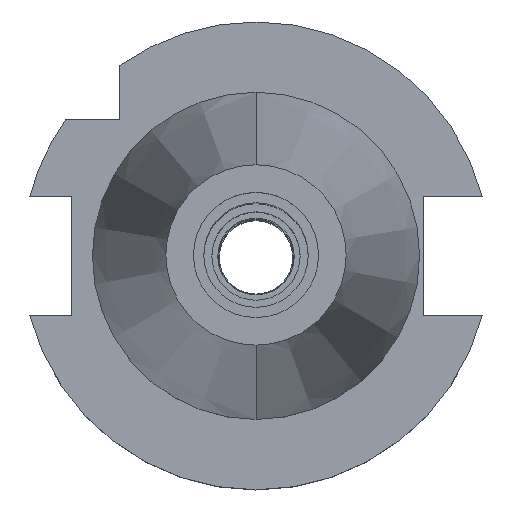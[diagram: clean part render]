
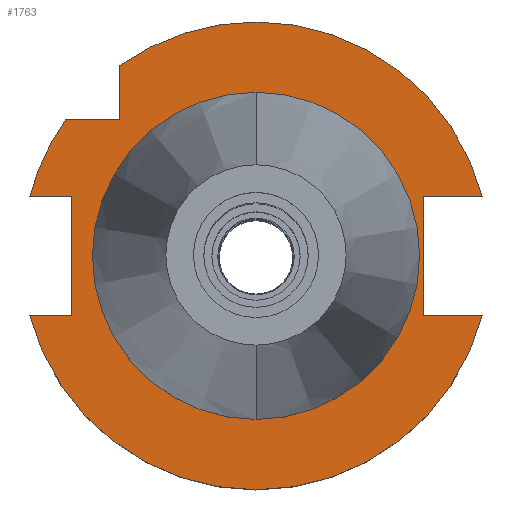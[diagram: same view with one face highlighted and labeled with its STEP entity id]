
A CAD part, top view. The second image highlights one B-rep face of the part: STEP entity #1763.
In plain terms, the highlighted planar face has unit normal (0, 0, 1).
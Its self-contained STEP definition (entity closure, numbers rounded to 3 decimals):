
#135=CARTESIAN_POINT('',(0.,0.,-3.2));
#136=DIRECTION('',(0.,0.,-1.));
#137=DIRECTION('',(-0.582,0.813,0.));
#138=AXIS2_PLACEMENT_3D('',#135,#136,#137);
#143=CARTESIAN_POINT('',(0.,0.,-3.2));
#144=DIRECTION('',(0.,0.,-1.));
#145=DIRECTION('',(0.,1.,0.));
#146=AXIS2_PLACEMENT_3D('',#143,#144,#145);
#151=DIRECTION('',(0.,-1.,0.));
#152=VECTOR('',#151,16.1);
#153=CARTESIAN_POINT('',(22.7,8.05,-3.2));
#154=LINE('',#153,#152);
#158=DIRECTION('',(1.,0.,0.));
#159=VECTOR('',#158,8.038);
#160=CARTESIAN_POINT('',(22.7,-8.05,-3.2));
#161=LINE('',#160,#159);
#165=CARTESIAN_POINT('',(0.,0.,-3.2));
#166=DIRECTION('',(0.,0.,-1.));
#167=DIRECTION('',(0.967,-0.253,0.));
#168=AXIS2_PLACEMENT_3D('',#165,#166,#167);
#173=CARTESIAN_POINT('',(0.,0.,-3.2));
#174=DIRECTION('',(0.,0.,-1.));
#175=DIRECTION('',(0.,-1.,0.));
#176=AXIS2_PLACEMENT_3D('',#173,#174,#175);
#181=DIRECTION('',(-1.,0.,0.));
#182=VECTOR('',#181,5.738);
#183=CARTESIAN_POINT('',(-25.,8.05,-3.2));
#184=LINE('',#183,#182);
#188=CARTESIAN_POINT('',(0.,0.,-3.2));
#189=DIRECTION('',(0.,0.,-1.));
#190=DIRECTION('',(-0.967,0.253,0.));
#191=AXIS2_PLACEMENT_3D('',#188,#189,#190);
#196=CARTESIAN_POINT('',(0.,0.,-3.2));
#197=DIRECTION('',(0.,0.,1.));
#198=DIRECTION('',(0.,-1.,0.));
#199=AXIS2_PLACEMENT_3D('',#196,#197,#198);
#204=CARTESIAN_POINT('',(0.,0.,-3.2));
#205=DIRECTION('',(0.,0.,1.));
#206=DIRECTION('',(0.,1.,0.));
#207=AXIS2_PLACEMENT_3D('',#204,#205,#206);
#229=DIRECTION('',(0.,-1.,0.));
#230=VECTOR('',#229,7.334);
#231=CARTESIAN_POINT('',(-18.5,25.834,-3.2));
#232=LINE('',#231,#230);
#334=DIRECTION('',(-1.,0.,0.));
#335=VECTOR('',#334,7.334);
#336=CARTESIAN_POINT('',(-18.5,18.5,-3.2));
#337=LINE('',#336,#335);
#513=DIRECTION('',(0.,-1.,0.));
#514=VECTOR('',#513,16.1);
#515=CARTESIAN_POINT('',(-25.,8.05,-3.2));
#516=LINE('',#515,#514);
#527=DIRECTION('',(-1.,0.,0.));
#528=VECTOR('',#527,5.738);
#529=CARTESIAN_POINT('',(-25.,-8.05,-3.2));
#530=LINE('',#529,#528);
#768=DIRECTION('',(1.,0.,0.));
#769=VECTOR('',#768,8.038);
#770=CARTESIAN_POINT('',(22.7,8.05,-3.2));
#771=LINE('',#770,#769);
#1408=CARTESIAN_POINT('',(0.,22.225,-3.2));
#1409=VERTEX_POINT('',#1408);
#1410=CARTESIAN_POINT('',(0.,-22.225,-3.2));
#1411=VERTEX_POINT('',#1410);
#1412=CARTESIAN_POINT('',(-18.5,25.834,-3.2));
#1413=CARTESIAN_POINT('',(-18.5,18.5,-3.2));
#1414=VERTEX_POINT('',#1412);
#1415=VERTEX_POINT('',#1413);
#1416=CARTESIAN_POINT('',(0.,31.775,-3.2));
#1417=CARTESIAN_POINT('',(30.738,8.05,-3.2));
#1418=VERTEX_POINT('',#1416);
#1419=VERTEX_POINT('',#1417);
#1420=CARTESIAN_POINT('',(22.7,8.05,-3.2));
#1421=VERTEX_POINT('',#1420);
#1422=CARTESIAN_POINT('',(22.7,-8.05,-3.2));
#1423=VERTEX_POINT('',#1422);
#1424=CARTESIAN_POINT('',(30.738,-8.05,-3.2));
#1425=VERTEX_POINT('',#1424);
#1426=CARTESIAN_POINT('',(0.,-31.775,-3.2));
#1427=CARTESIAN_POINT('',(-30.738,-8.05,-3.2));
#1428=VERTEX_POINT('',#1426);
#1429=VERTEX_POINT('',#1427);
#1430=CARTESIAN_POINT('',(-25.,-8.05,-3.2));
#1431=VERTEX_POINT('',#1430);
#1432=CARTESIAN_POINT('',(-25.,8.05,-3.2));
#1433=VERTEX_POINT('',#1432);
#1434=CARTESIAN_POINT('',(-30.738,8.05,-3.2));
#1435=VERTEX_POINT('',#1434);
#1436=CARTESIAN_POINT('',(-25.834,18.5,-3.2));
#1437=VERTEX_POINT('',#1436);
#1726=CARTESIAN_POINT('',(0.,0.,-3.2));
#1727=DIRECTION('',(0.,0.,1.));
#1728=DIRECTION('',(0.,1.,0.));
#1729=AXIS2_PLACEMENT_3D('',#1726,#1727,#1728);
#1730=PLANE('',#1729);
#1732=ORIENTED_EDGE('',*,*,#1731,.F.);
#1734=ORIENTED_EDGE('',*,*,#1733,.T.);
#1736=ORIENTED_EDGE('',*,*,#1735,.T.);
#1738=ORIENTED_EDGE('',*,*,#1737,.F.);
#1740=ORIENTED_EDGE('',*,*,#1739,.T.);
#1742=ORIENTED_EDGE('',*,*,#1741,.T.);
#1744=ORIENTED_EDGE('',*,*,#1743,.T.);
#1746=ORIENTED_EDGE('',*,*,#1745,.T.);
#1748=ORIENTED_EDGE('',*,*,#1747,.F.);
#1750=ORIENTED_EDGE('',*,*,#1749,.F.);
#1752=ORIENTED_EDGE('',*,*,#1751,.T.);
#1754=ORIENTED_EDGE('',*,*,#1753,.T.);
#1756=ORIENTED_EDGE('',*,*,#1755,.F.);
#1757=EDGE_LOOP('',(#1732,#1734,#1736,#1738,#1740,#1742,#1744,#1746,#1748,#1750,
#1752,#1754,#1756));
#1758=FACE_OUTER_BOUND('',#1757,.F.);
#1759=ORIENTED_EDGE('',*,*,#1705,.T.);
#1760=ORIENTED_EDGE('',*,*,#1721,.T.);
#1761=EDGE_LOOP('',(#1759,#1760));
#1762=FACE_BOUND('',#1761,.F.);
#139=CIRCLE('',#138,31.775);
#147=CIRCLE('',#146,31.775);
#169=CIRCLE('',#168,31.775);
#177=CIRCLE('',#176,31.775);
#192=CIRCLE('',#191,31.775);
#200=CIRCLE('',#199,22.225);
#208=CIRCLE('',#207,22.225);
#1705=EDGE_CURVE('',#1411,#1409,#200,.T.);
#1721=EDGE_CURVE('',#1409,#1411,#208,.T.);
#1731=EDGE_CURVE('',#1414,#1415,#232,.T.);
#1733=EDGE_CURVE('',#1414,#1418,#139,.T.);
#1735=EDGE_CURVE('',#1418,#1419,#147,.T.);
#1737=EDGE_CURVE('',#1421,#1419,#771,.T.);
#1739=EDGE_CURVE('',#1421,#1423,#154,.T.);
#1741=EDGE_CURVE('',#1423,#1425,#161,.T.);
#1743=EDGE_CURVE('',#1425,#1428,#169,.T.);
#1745=EDGE_CURVE('',#1428,#1429,#177,.T.);
#1747=EDGE_CURVE('',#1431,#1429,#530,.T.);
#1749=EDGE_CURVE('',#1433,#1431,#516,.T.);
#1751=EDGE_CURVE('',#1433,#1435,#184,.T.);
#1753=EDGE_CURVE('',#1435,#1437,#192,.T.);
#1755=EDGE_CURVE('',#1415,#1437,#337,.T.);
#1763=ADVANCED_FACE('',(#1758,#1762),#1730,.T.);
